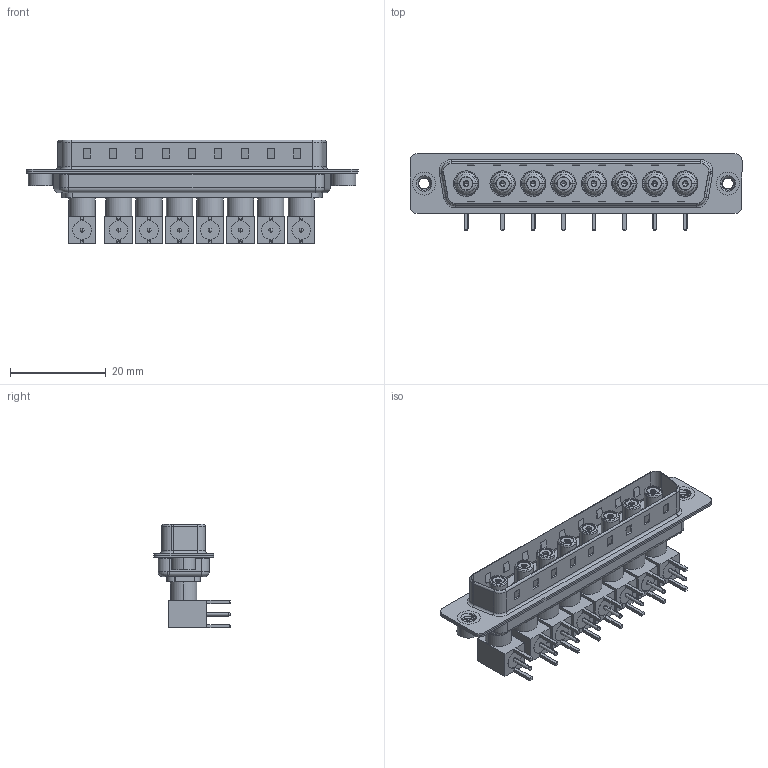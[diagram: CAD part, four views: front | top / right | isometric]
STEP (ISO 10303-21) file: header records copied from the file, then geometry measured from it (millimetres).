
FILE_DESCRIPTION (( 'STEP AP203' ), '1' );
FILE_NAME ('629-8W8-240-5NA.STEP', '2022-05-14T05:47:04', ( '' ), ( '' ), 'SwSTEP 2.0', 'SolidWorks 2020', '' );
FILE_SCHEMA (( 'CONFIG_CONTROL_DESIGN' ));
Length unit declared in the file: millimetre
Products named in the file (20): Locking Collar; Co-Ax Jack Assy_RA; 629Combo Shell Front_37 Contacts; Co-Ax Jack_RA PC Tail; 629-8W8-240-5NA; RA Back Shell; 629Combo Threaded Rivet_2; Insulator Socket 2; 629Combo Housing_8W8; Insulator RA Pin; Socket_RA; 629Combo Shell Rear_37 Contacts; Insulator Socket
Assembly tree (69 placements, depth 3):
  629-8W8-240-5NA
    629Combo Housing_8W8
    629Combo Shell Rear_37 Contacts
    629Combo Shell Front_37 Contacts
    629Combo Threaded Rivet_2  x2
    Co-Ax Jack Assy_RA
      Co-Ax Jack_RA PC Tail
      Insulator Socket
      Insulator Socket 2
      Locking Collar
      Socket_RA
      RA Back Shell
      Insulator RA Pin
    Co-Ax Jack Assy_RA
      Co-Ax Jack_RA PC Tail
      Insulator Socket
      Insulator Socket 2
      Locking Collar
      Socket_RA
      RA Back Shell
      Insulator RA Pin
    Co-Ax Jack Assy_RA
      Co-Ax Jack_RA PC Tail
      Insulator Socket
      Insulator Socket 2
      Locking Collar
      Socket_RA
      RA Back Shell
      Insulator RA Pin
    Co-Ax Jack Assy_RA
      Co-Ax Jack_RA PC Tail
      Insulator Socket
      Insulator Socket 2
      Locking Collar
      Socket_RA
      RA Back Shell
      Insulator RA Pin
    Co-Ax Jack Assy_RA
      Co-Ax Jack_RA PC Tail
      Insulator Socket
      Insulator Socket 2
      Locking Collar
      Socket_RA
      RA Back Shell
      Insulator RA Pin
    Co-Ax Jack Assy_RA
      Co-Ax Jack_RA PC Tail
      Insulator Socket
      Insulator Socket 2
      Locking Collar
      Socket_RA
      RA Back Shell
      Insulator RA Pin
    Co-Ax Jack Assy_RA
      Co-Ax Jack_RA PC Tail
      Insulator Socket
      Insulator Socket 2
      Locking Collar
      Socket_RA
      RA Back Shell
Bounding box: 69.4 x 16 x 21.71 mm (x, y, z)
Volume: 6062.3 mm3; surface area: 16755.4 mm2
Topology: 61 solids, 61 shells, 1628 faces, 3817 edges, 2370 vertices
Faces by surface type: cylinder 677, plane 659, cone 164, torus 98, sphere 16, bspline 14
Entity records: 22173 total; most frequent: CARTESIAN_POINT 4650, DIRECTION 3126, ORIENTED_EDGE 2786, EDGE_CURVE 1393, AXIS2_PLACEMENT_3D 1156, VERTEX_POINT 881, VECTOR 814, LINE 814
